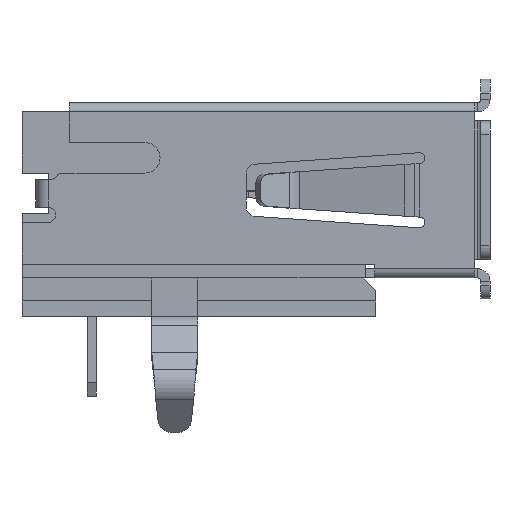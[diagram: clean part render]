
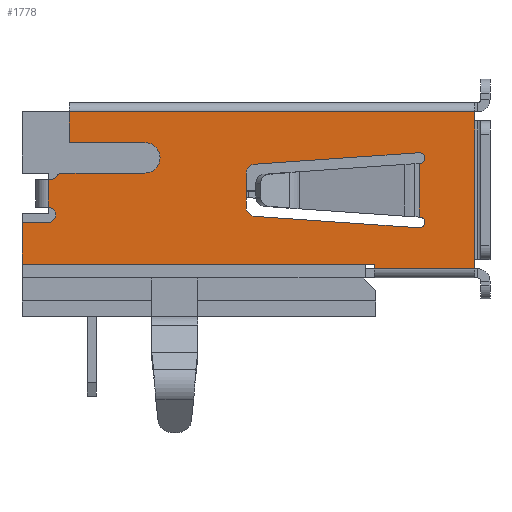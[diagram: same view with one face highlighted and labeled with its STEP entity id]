
A CAD part, left-side view. The second image highlights one B-rep face of the part: STEP entity #1778.
In plain terms, the highlighted planar face has unit normal (-1, 0, 0).
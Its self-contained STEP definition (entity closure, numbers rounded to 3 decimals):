
#584 = VERTEX_POINT('',#585);
#585 = CARTESIAN_POINT('',(-3.05,-12.49,6.67));
#618 = VERTEX_POINT('',#619);
#619 = CARTESIAN_POINT('',(-3.05,-12.49,6.37));
#625 = EDGE_CURVE('',#618,#584,#626,.T.);
#626 = LINE('',#627,#628);
#627 = CARTESIAN_POINT('',(-3.05,-12.49,1.55));
#628 = VECTOR('',#629,1.);
#629 = DIRECTION('',(0.,0.,1.));
#642 = VERTEX_POINT('',#643);
#643 = CARTESIAN_POINT('',(-3.05,0.73,6.67));
#650 = EDGE_CURVE('',#584,#642,#651,.T.);
#651 = LINE('',#652,#653);
#652 = CARTESIAN_POINT('',(-3.05,-12.49,6.67));
#653 = VECTOR('',#654,1.);
#654 = DIRECTION('',(0.,1.,0.));
#706 = EDGE_CURVE('',#642,#707,#709,.T.);
#707 = VERTEX_POINT('',#708);
#708 = CARTESIAN_POINT('',(-3.05,0.73,5.67));
#709 = LINE('',#710,#711);
#710 = CARTESIAN_POINT('',(-3.05,0.73,4.26));
#711 = VECTOR('',#712,1.);
#712 = DIRECTION('',(0.,0.,-1.));
#1778 = ADVANCED_FACE('',(#1779,#1914),#1984,.F.);
#1779 = FACE_BOUND('',#1780,.F.);
#1780 = EDGE_LOOP('',(#1781,#1791,#1799,#1807,#1815,#1823,#1831,#1839,
    #1848,#1856,#1864,#1873,#1882,#1890,#1899,#1905,#1906,#1907,#1908));
#1781 = ORIENTED_EDGE('',*,*,#1782,.F.);
#1782 = EDGE_CURVE('',#1783,#1785,#1787,.T.);
#1783 = VERTEX_POINT('',#1784);
#1784 = CARTESIAN_POINT('',(-3.05,-12.49,1.55));
#1785 = VERTEX_POINT('',#1786);
#1786 = CARTESIAN_POINT('',(-3.05,-12.49,1.85));
#1787 = LINE('',#1788,#1789);
#1788 = CARTESIAN_POINT('',(-3.05,-12.49,1.55));
#1789 = VECTOR('',#1790,1.);
#1790 = DIRECTION('',(0.,0.,1.));
#1791 = ORIENTED_EDGE('',*,*,#1792,.T.);
#1792 = EDGE_CURVE('',#1783,#1793,#1795,.T.);
#1793 = VERTEX_POINT('',#1794);
#1794 = CARTESIAN_POINT('',(-3.05,-9.22,1.55));
#1795 = LINE('',#1796,#1797);
#1796 = CARTESIAN_POINT('',(-3.05,-12.49,1.55));
#1797 = VECTOR('',#1798,1.);
#1798 = DIRECTION('',(0.,1.,0.));
#1799 = ORIENTED_EDGE('',*,*,#1800,.T.);
#1800 = EDGE_CURVE('',#1793,#1801,#1803,.T.);
#1801 = VERTEX_POINT('',#1802);
#1802 = CARTESIAN_POINT('',(-3.05,-9.22,1.7));
#1803 = LINE('',#1804,#1805);
#1804 = CARTESIAN_POINT('',(-3.05,-9.22,0.775));
#1805 = VECTOR('',#1806,1.);
#1806 = DIRECTION('',(0.,0.,1.));
#1807 = ORIENTED_EDGE('',*,*,#1808,.T.);
#1808 = EDGE_CURVE('',#1801,#1809,#1811,.T.);
#1809 = VERTEX_POINT('',#1810);
#1810 = CARTESIAN_POINT('',(-3.05,-8.92,1.7));
#1811 = LINE('',#1812,#1813);
#1812 = CARTESIAN_POINT('',(-3.05,-10.855,1.7));
#1813 = VECTOR('',#1814,1.);
#1814 = DIRECTION('',(0.,1.,0.));
#1815 = ORIENTED_EDGE('',*,*,#1816,.T.);
#1816 = EDGE_CURVE('',#1809,#1817,#1819,.T.);
#1817 = VERTEX_POINT('',#1818);
#1818 = CARTESIAN_POINT('',(-3.05,2.27,1.7));
#1819 = LINE('',#1820,#1821);
#1820 = CARTESIAN_POINT('',(-3.05,-10.855,1.7));
#1821 = VECTOR('',#1822,1.);
#1822 = DIRECTION('',(0.,1.,0.));
#1823 = ORIENTED_EDGE('',*,*,#1824,.T.);
#1824 = EDGE_CURVE('',#1817,#1825,#1827,.T.);
#1825 = VERTEX_POINT('',#1826);
#1826 = CARTESIAN_POINT('',(-3.05,2.27,3.06));
#1827 = LINE('',#1828,#1829);
#1828 = CARTESIAN_POINT('',(-3.05,2.27,1.55));
#1829 = VECTOR('',#1830,1.);
#1830 = DIRECTION('',(0.,0.,1.));
#1831 = ORIENTED_EDGE('',*,*,#1832,.F.);
#1832 = EDGE_CURVE('',#1833,#1825,#1835,.T.);
#1833 = VERTEX_POINT('',#1834);
#1834 = CARTESIAN_POINT('',(-3.05,1.42,3.06));
#1835 = LINE('',#1836,#1837);
#1836 = CARTESIAN_POINT('',(-3.05,-5.535,3.06));
#1837 = VECTOR('',#1838,1.);
#1838 = DIRECTION('',(0.,1.,0.));
#1839 = ORIENTED_EDGE('',*,*,#1840,.F.);
#1840 = EDGE_CURVE('',#1841,#1833,#1843,.T.);
#1841 = VERTEX_POINT('',#1842);
#1842 = CARTESIAN_POINT('',(-3.05,1.42,3.56));
#1843 = CIRCLE('',#1844,0.25);
#1844 = AXIS2_PLACEMENT_3D('',#1845,#1846,#1847);
#1845 = CARTESIAN_POINT('',(-3.05,1.42,3.31));
#1846 = DIRECTION('',(1.,0.,0.));
#1847 = DIRECTION('',(0.,1.,0.));
#1848 = ORIENTED_EDGE('',*,*,#1849,.F.);
#1849 = EDGE_CURVE('',#1850,#1841,#1852,.T.);
#1850 = VERTEX_POINT('',#1851);
#1851 = CARTESIAN_POINT('',(-3.05,1.42,4.46));
#1852 = LINE('',#1853,#1854);
#1853 = CARTESIAN_POINT('',(-3.05,1.42,3.005));
#1854 = VECTOR('',#1855,1.);
#1855 = DIRECTION('',(0.,0.,-1.));
#1856 = ORIENTED_EDGE('',*,*,#1857,.F.);
#1857 = EDGE_CURVE('',#1858,#1850,#1860,.T.);
#1858 = VERTEX_POINT('',#1859);
#1859 = CARTESIAN_POINT('',(-3.05,1.32,4.46));
#1860 = LINE('',#1861,#1862);
#1861 = CARTESIAN_POINT('',(-3.05,-5.585,4.46));
#1862 = VECTOR('',#1863,1.);
#1863 = DIRECTION('',(0.,1.,0.));
#1864 = ORIENTED_EDGE('',*,*,#1865,.F.);
#1865 = EDGE_CURVE('',#1866,#1858,#1868,.T.);
#1866 = VERTEX_POINT('',#1867);
#1867 = CARTESIAN_POINT('',(-3.05,1.145,4.565));
#1868 = CIRCLE('',#1869,0.198);
#1869 = AXIS2_PLACEMENT_3D('',#1870,#1871,#1872);
#1870 = CARTESIAN_POINT('',(-3.05,1.32,4.658));
#1871 = DIRECTION('',(1.,0.,0.));
#1872 = DIRECTION('',(0.,1.,0.));
#1873 = ORIENTED_EDGE('',*,*,#1874,.T.);
#1874 = EDGE_CURVE('',#1866,#1875,#1877,.T.);
#1875 = VERTEX_POINT('',#1876);
#1876 = CARTESIAN_POINT('',(-3.05,0.97,4.67));
#1877 = CIRCLE('',#1878,0.198);
#1878 = AXIS2_PLACEMENT_3D('',#1879,#1880,#1881);
#1879 = CARTESIAN_POINT('',(-3.05,0.97,4.472));
#1880 = DIRECTION('',(1.,0.,0.));
#1881 = DIRECTION('',(0.,1.,0.));
#1882 = ORIENTED_EDGE('',*,*,#1883,.F.);
#1883 = EDGE_CURVE('',#1884,#1875,#1886,.T.);
#1884 = VERTEX_POINT('',#1885);
#1885 = CARTESIAN_POINT('',(-3.05,-1.73,4.67));
#1886 = LINE('',#1887,#1888);
#1887 = CARTESIAN_POINT('',(-3.05,-7.11,4.67));
#1888 = VECTOR('',#1889,1.);
#1889 = DIRECTION('',(0.,1.,0.));
#1890 = ORIENTED_EDGE('',*,*,#1891,.F.);
#1891 = EDGE_CURVE('',#1892,#1884,#1894,.T.);
#1892 = VERTEX_POINT('',#1893);
#1893 = CARTESIAN_POINT('',(-3.05,-1.73,5.67));
#1894 = CIRCLE('',#1895,0.5);
#1895 = AXIS2_PLACEMENT_3D('',#1896,#1897,#1898);
#1896 = CARTESIAN_POINT('',(-3.05,-1.73,5.17));
#1897 = DIRECTION('',(1.,0.,0.));
#1898 = DIRECTION('',(0.,1.,0.));
#1899 = ORIENTED_EDGE('',*,*,#1900,.F.);
#1900 = EDGE_CURVE('',#707,#1892,#1901,.T.);
#1901 = LINE('',#1902,#1903);
#1902 = CARTESIAN_POINT('',(-3.05,-5.88,5.67));
#1903 = VECTOR('',#1904,1.);
#1904 = DIRECTION('',(0.,-1.,0.));
#1905 = ORIENTED_EDGE('',*,*,#706,.F.);
#1906 = ORIENTED_EDGE('',*,*,#650,.F.);
#1907 = ORIENTED_EDGE('',*,*,#625,.F.);
#1908 = ORIENTED_EDGE('',*,*,#1909,.T.);
#1909 = EDGE_CURVE('',#618,#1785,#1910,.T.);
#1910 = LINE('',#1911,#1912);
#1911 = CARTESIAN_POINT('',(-3.05,-12.49,6.37));
#1912 = VECTOR('',#1913,1.);
#1913 = DIRECTION('',(0.,0.,-1.));
#1914 = FACE_BOUND('',#1915,.F.);
#1915 = EDGE_LOOP('',(#1916,#1927,#1935,#1944,#1952,#1961,#1969,#1978));
#1916 = ORIENTED_EDGE('',*,*,#1917,.F.);
#1917 = EDGE_CURVE('',#1918,#1920,#1922,.T.);
#1918 = VERTEX_POINT('',#1919);
#1919 = CARTESIAN_POINT('',(-3.05,-10.678,5.335));
#1920 = VERTEX_POINT('',#1921);
#1921 = CARTESIAN_POINT('',(-3.05,-10.69,4.985));
#1922 = CIRCLE('',#1923,0.175);
#1923 = AXIS2_PLACEMENT_3D('',#1924,#1925,#1926);
#1924 = CARTESIAN_POINT('',(-3.05,-10.69,5.16));
#1925 = DIRECTION('',(1.,0.,0.));
#1926 = DIRECTION('',(0.,1.,0.));
#1927 = ORIENTED_EDGE('',*,*,#1928,.T.);
#1928 = EDGE_CURVE('',#1918,#1929,#1931,.T.);
#1929 = VERTEX_POINT('',#1930);
#1930 = CARTESIAN_POINT('',(-3.05,-5.317,4.959));
#1931 = LINE('',#1932,#1933);
#1932 = CARTESIAN_POINT('',(-3.05,-11.447,5.389));
#1933 = VECTOR('',#1934,1.);
#1934 = DIRECTION('',(0.,0.998,-0.07));
#1935 = ORIENTED_EDGE('',*,*,#1936,.F.);
#1936 = EDGE_CURVE('',#1937,#1929,#1939,.T.);
#1937 = VERTEX_POINT('',#1938);
#1938 = CARTESIAN_POINT('',(-3.05,-5.038,4.66));
#1939 = CIRCLE('',#1940,0.3);
#1940 = AXIS2_PLACEMENT_3D('',#1941,#1942,#1943);
#1941 = CARTESIAN_POINT('',(-3.05,-5.338,4.66));
#1942 = DIRECTION('',(1.,0.,0.));
#1943 = DIRECTION('',(0.,1.,0.));
#1944 = ORIENTED_EDGE('',*,*,#1945,.T.);
#1945 = EDGE_CURVE('',#1937,#1946,#1948,.T.);
#1946 = VERTEX_POINT('',#1947);
#1947 = CARTESIAN_POINT('',(-3.05,-5.038,3.56));
#1948 = LINE('',#1949,#1950);
#1949 = CARTESIAN_POINT('',(-3.05,-5.038,3.105));
#1950 = VECTOR('',#1951,1.);
#1951 = DIRECTION('',(0.,0.,-1.));
#1952 = ORIENTED_EDGE('',*,*,#1953,.F.);
#1953 = EDGE_CURVE('',#1954,#1946,#1956,.T.);
#1954 = VERTEX_POINT('',#1955);
#1955 = CARTESIAN_POINT('',(-3.05,-5.317,3.261));
#1956 = CIRCLE('',#1957,0.3);
#1957 = AXIS2_PLACEMENT_3D('',#1958,#1959,#1960);
#1958 = CARTESIAN_POINT('',(-3.05,-5.338,3.56));
#1959 = DIRECTION('',(1.,0.,0.));
#1960 = DIRECTION('',(0.,1.,0.));
#1961 = ORIENTED_EDGE('',*,*,#1962,.T.);
#1962 = EDGE_CURVE('',#1954,#1963,#1965,.T.);
#1963 = VERTEX_POINT('',#1964);
#1964 = CARTESIAN_POINT('',(-3.05,-10.678,2.885));
#1965 = LINE('',#1966,#1967);
#1966 = CARTESIAN_POINT('',(-3.05,-8.946,3.006));
#1967 = VECTOR('',#1968,1.);
#1968 = DIRECTION('',(0.,-0.998,-0.07));
#1969 = ORIENTED_EDGE('',*,*,#1970,.F.);
#1970 = EDGE_CURVE('',#1971,#1963,#1973,.T.);
#1971 = VERTEX_POINT('',#1972);
#1972 = CARTESIAN_POINT('',(-3.05,-10.69,3.235));
#1973 = CIRCLE('',#1974,0.175);
#1974 = AXIS2_PLACEMENT_3D('',#1975,#1976,#1977);
#1975 = CARTESIAN_POINT('',(-3.05,-10.69,3.06));
#1976 = DIRECTION('',(1.,0.,0.));
#1977 = DIRECTION('',(0.,1.,0.));
#1978 = ORIENTED_EDGE('',*,*,#1979,.F.);
#1979 = EDGE_CURVE('',#1920,#1971,#1980,.T.);
#1980 = LINE('',#1981,#1982);
#1981 = CARTESIAN_POINT('',(-3.05,-10.69,3.268));
#1982 = VECTOR('',#1983,1.);
#1983 = DIRECTION('',(0.,0.,-1.));
#1984 = PLANE('',#1985);
#1985 = AXIS2_PLACEMENT_3D('',#1986,#1987,#1988);
#1986 = CARTESIAN_POINT('',(-3.05,-12.49,1.55));
#1987 = DIRECTION('',(1.,0.,0.));
#1988 = DIRECTION('',(0.,0.,1.));
